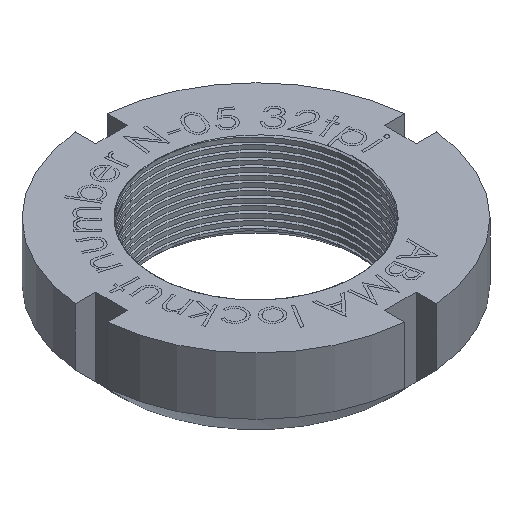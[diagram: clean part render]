
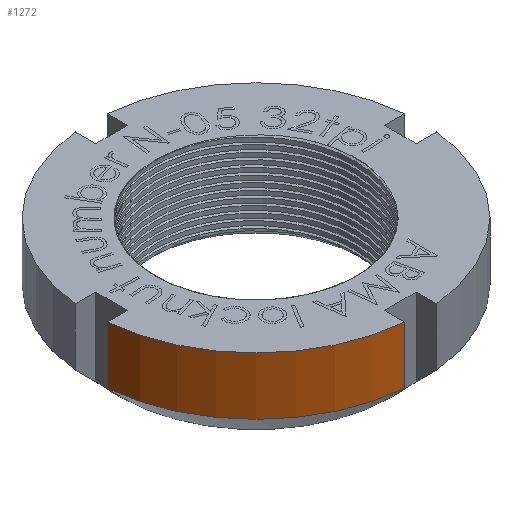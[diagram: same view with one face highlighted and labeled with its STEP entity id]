
A CAD part, isometric view. The second image highlights one B-rep face of the part: STEP entity #1272.
In plain terms, the highlighted cylindrical face has radius 19.914 mm (diameter 39.827 mm), a partial arc.
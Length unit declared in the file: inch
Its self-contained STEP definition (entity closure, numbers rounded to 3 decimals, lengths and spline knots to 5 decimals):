
#145 = CARTESIAN_POINT ( 'NONE',  ( 0., 0., 0.1435 ) ) ;
#588 = AXIS2_PLACEMENT_3D ( 'NONE', #8041, #6619, #2714 ) ;
#702 = FACE_OUTER_BOUND ( 'NONE', #2148, .T. ) ;
#776 = CIRCLE ( 'NONE', #7630, 0.784 ) ;
#1144 = AXIS2_PLACEMENT_3D ( 'NONE', #4094, #4135, #1515 ) ;
#1167 = EDGE_CURVE ( 'NONE', #4522, #5953, #5852, .T. ) ;
#1272 = ADVANCED_FACE ( 'NONE', ( #702 ), #1350, .T. ) ;
#1314 = LINE ( 'NONE', #1396, #3939 ) ;
#1319 = EDGE_CURVE ( 'NONE', #5718, #5953, #4705, .T. ) ;
#1350 = CYLINDRICAL_SURFACE ( 'NONE', #1144, 0.784 ) ;
#1396 = CARTESIAN_POINT ( 'NONE',  ( -0.7804, -0.075, 0.416 ) ) ;
#1420 = CARTESIAN_POINT ( 'NONE',  ( -0.7804, -0.075, 0.1435 ) ) ;
#1515 = DIRECTION ( 'NONE',  ( -1., 0., 0. ) ) ;
#1533 = ORIENTED_EDGE ( 'NONE', *, *, #5243, .T. ) ;
#1559 = VECTOR ( 'NONE', #7793, 39.37008 ) ;
#1740 = VERTEX_POINT ( 'NONE', #1420 ) ;
#2148 = EDGE_LOOP ( 'NONE', ( #4142, #1533, #5461, #2510 ) ) ;
#2180 = CARTESIAN_POINT ( 'NONE',  ( -0.075, -0.7804, 0.416 ) ) ;
#2510 = ORIENTED_EDGE ( 'NONE', *, *, #1167, .T. ) ;
#2714 = DIRECTION ( 'NONE',  ( 1., 0., 0. ) ) ;
#3153 = CARTESIAN_POINT ( 'NONE',  ( -0.075, -0.7804, 0.416 ) ) ;
#3553 = CARTESIAN_POINT ( 'NONE',  ( -0.075, -0.7804, 0.1435 ) ) ;
#3939 = VECTOR ( 'NONE', #4621, 39.37008 ) ;
#4094 = CARTESIAN_POINT ( 'NONE',  ( 0., 0., 0.416 ) ) ;
#4135 = DIRECTION ( 'NONE',  ( 0., 0., -1. ) ) ;
#4142 = ORIENTED_EDGE ( 'NONE', *, *, #1319, .F. ) ;
#4363 = EDGE_CURVE ( 'NONE', #4522, #1740, #776, .T. ) ;
#4522 = VERTEX_POINT ( 'NONE', #3553 ) ;
#4621 = DIRECTION ( 'NONE',  ( 0., 0., -1. ) ) ;
#4628 = DIRECTION ( 'NONE',  ( 0., 0., -1. ) ) ;
#4705 = CIRCLE ( 'NONE', #588, 0.784 ) ;
#5243 = EDGE_CURVE ( 'NONE', #5718, #1740, #1314, .T. ) ;
#5387 = DIRECTION ( 'NONE',  ( -1., 0., 0. ) ) ;
#5461 = ORIENTED_EDGE ( 'NONE', *, *, #4363, .F. ) ;
#5718 = VERTEX_POINT ( 'NONE', #7994 ) ;
#5852 = LINE ( 'NONE', #3153, #1559 ) ;
#5953 = VERTEX_POINT ( 'NONE', #2180 ) ;
#6619 = DIRECTION ( 'NONE',  ( 0., 0., 1. ) ) ;
#7630 = AXIS2_PLACEMENT_3D ( 'NONE', #145, #4628, #5387 ) ;
#7793 = DIRECTION ( 'NONE',  ( 0., 0., 1. ) ) ;
#7994 = CARTESIAN_POINT ( 'NONE',  ( -0.7804, -0.075, 0.416 ) ) ;
#8041 = CARTESIAN_POINT ( 'NONE',  ( 0., 0., 0.416 ) ) ;
